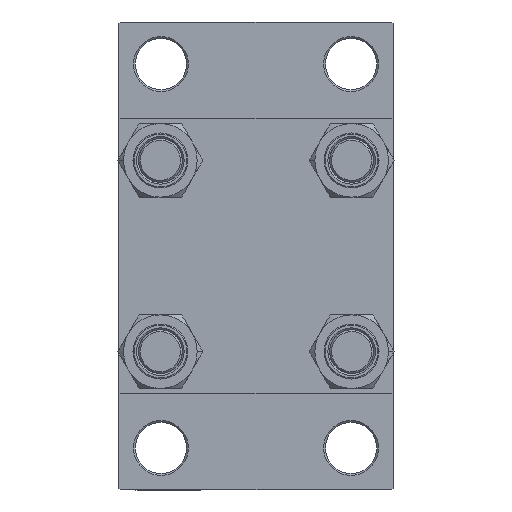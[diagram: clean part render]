
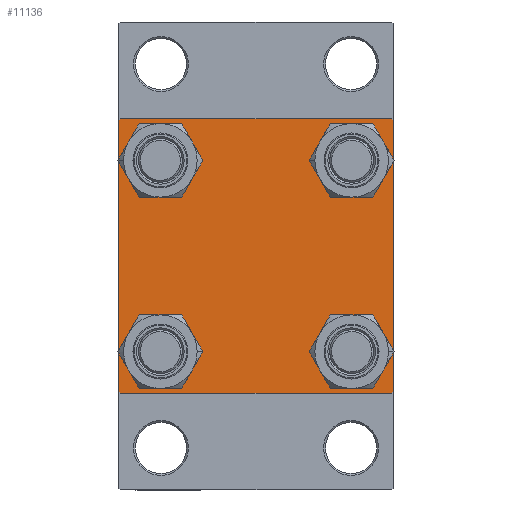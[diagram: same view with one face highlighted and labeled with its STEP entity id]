
A CAD part, left-side view. The second image highlights one B-rep face of the part: STEP entity #11136.
In plain terms, the highlighted planar face has unit normal (-1, 0, 0).
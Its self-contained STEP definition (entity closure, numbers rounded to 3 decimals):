
#553 = DIRECTION ( 'NONE',  ( 1., 0., 0. ) ) ;
#572 = DIRECTION ( 'NONE',  ( 1., 0., 0. ) ) ;
#597 = AXIS2_PLACEMENT_3D ( 'NONE', #1522, #30636, #45200 ) ;
#694 = VECTOR ( 'NONE', #22351, 1000. ) ;
#1064 = LINE ( 'NONE', #5128, #11512 ) ;
#1520 = CARTESIAN_POINT ( 'NONE',  ( 0., 37.25, -37.25 ) ) ;
#1522 = CARTESIAN_POINT ( 'NONE',  ( 0., -26.15, 26.15 ) ) ;
#2159 = CARTESIAN_POINT ( 'NONE',  ( 0., -37., 37.5 ) ) ;
#3194 = VERTEX_POINT ( 'NONE', #5263 ) ;
#3561 = AXIS2_PLACEMENT_3D ( 'NONE', #46452, #43592, #43122 ) ;
#4150 = DIRECTION ( 'NONE',  ( 0., 0., -1. ) ) ;
#4741 = EDGE_LOOP ( 'NONE', ( #43452, #18855 ) ) ;
#4814 = CARTESIAN_POINT ( 'NONE',  ( 0., 26.15, -19.65 ) ) ;
#5128 = CARTESIAN_POINT ( 'NONE',  ( 0., 37.25, 37.25 ) ) ;
#5263 = CARTESIAN_POINT ( 'NONE',  ( 0., 37., 37.5 ) ) ;
#5269 = ORIENTED_EDGE ( 'NONE', *, *, #33460, .T. ) ;
#5499 = EDGE_CURVE ( 'NONE', #3194, #42114, #16881, .T. ) ;
#5796 = VERTEX_POINT ( 'NONE', #9842 ) ;
#6063 = ORIENTED_EDGE ( 'NONE', *, *, #6716, .T. ) ;
#6364 = AXIS2_PLACEMENT_3D ( 'NONE', #32764, #553, #40870 ) ;
#6716 = EDGE_CURVE ( 'NONE', #31644, #29854, #12445, .T. ) ;
#7495 = LINE ( 'NONE', #14647, #20155 ) ;
#7968 = CARTESIAN_POINT ( 'NONE',  ( 0., -37.25, 37.25 ) ) ;
#8144 = AXIS2_PLACEMENT_3D ( 'NONE', #42403, #20219, #35705 ) ;
#8197 = AXIS2_PLACEMENT_3D ( 'NONE', #20800, #46562, #13862 ) ;
#8202 = DIRECTION ( 'NONE',  ( 0., 0., 1. ) ) ;
#8606 = EDGE_CURVE ( 'NONE', #41448, #11151, #32330, .T. ) ;
#8651 = EDGE_CURVE ( 'NONE', #31934, #5796, #7495, .T. ) ;
#9477 = CARTESIAN_POINT ( 'NONE',  ( 0., 26.15, -32.65 ) ) ;
#9507 = ORIENTED_EDGE ( 'NONE', *, *, #23535, .T. ) ;
#9741 = ORIENTED_EDGE ( 'NONE', *, *, #8606, .T. ) ;
#9842 = CARTESIAN_POINT ( 'NONE',  ( 0., 37.5, -37. ) ) ;
#9937 = CARTESIAN_POINT ( 'NONE',  ( 0., -26.15, 32.65 ) ) ;
#10611 = ORIENTED_EDGE ( 'NONE', *, *, #26442, .T. ) ;
#10831 = DIRECTION ( 'NONE',  ( 0., 0.707, 0.707 ) ) ;
#10904 = AXIS2_PLACEMENT_3D ( 'NONE', #46143, #24644, #45680 ) ;
#11136 = ADVANCED_FACE ( 'NONE', ( #44622, #12618, #11924, #15741, #26698 ), #31909, .T. ) ;
#11151 = VERTEX_POINT ( 'NONE', #38847 ) ;
#11264 = AXIS2_PLACEMENT_3D ( 'NONE', #20074, #31264, #45610 ) ;
#11512 = VECTOR ( 'NONE', #19912, 1000. ) ;
#11847 = CARTESIAN_POINT ( 'NONE',  ( 0., -26.15, -32.65 ) ) ;
#11924 = FACE_BOUND ( 'NONE', #37322, .T. ) ;
#12268 = EDGE_CURVE ( 'NONE', #28542, #24722, #13836, .T. ) ;
#12338 = CARTESIAN_POINT ( 'NONE',  ( 0., 26.15, 32.65 ) ) ;
#12445 = CIRCLE ( 'NONE', #10904, 6.5 ) ;
#12618 = FACE_BOUND ( 'NONE', #35050, .T. ) ;
#13836 = LINE ( 'NONE', #28388, #43146 ) ;
#13862 = DIRECTION ( 'NONE',  ( 0., 0., 1. ) ) ;
#14018 = ORIENTED_EDGE ( 'NONE', *, *, #47031, .T. ) ;
#14647 = CARTESIAN_POINT ( 'NONE',  ( 0., 37.5, 37.5 ) ) ;
#15431 = CIRCLE ( 'NONE', #6364, 6.5 ) ;
#15741 = FACE_BOUND ( 'NONE', #41267, .T. ) ;
#16566 = VERTEX_POINT ( 'NONE', #18711 ) ;
#16881 = LINE ( 'NONE', #31427, #42129 ) ;
#17250 = VECTOR ( 'NONE', #23817, 1000. ) ;
#17386 = EDGE_CURVE ( 'NONE', #28542, #42114, #21821, .T. ) ;
#18086 = EDGE_CURVE ( 'NONE', #19276, #41173, #18828, .T. ) ;
#18262 = CARTESIAN_POINT ( 'NONE',  ( 0., 37., -37.5 ) ) ;
#18711 = CARTESIAN_POINT ( 'NONE',  ( 0., 26.15, 19.65 ) ) ;
#18828 = CIRCLE ( 'NONE', #3561, 6.5 ) ;
#18855 = ORIENTED_EDGE ( 'NONE', *, *, #18086, .T. ) ;
#19276 = VERTEX_POINT ( 'NONE', #43777 ) ;
#19904 = ORIENTED_EDGE ( 'NONE', *, *, #43692, .T. ) ;
#19912 = DIRECTION ( 'NONE',  ( 0., 0.707, -0.707 ) ) ;
#20074 = CARTESIAN_POINT ( 'NONE',  ( 0., 26.15, -26.15 ) ) ;
#20155 = VECTOR ( 'NONE', #4150, 1000. ) ;
#20190 = EDGE_CURVE ( 'NONE', #11151, #41448, #28754, .T. ) ;
#20219 = DIRECTION ( 'NONE',  ( 1., 0., 0. ) ) ;
#20716 = DIRECTION ( 'NONE',  ( -1., 0., 0. ) ) ;
#20773 = ORIENTED_EDGE ( 'NONE', *, *, #5499, .F. ) ;
#20800 = CARTESIAN_POINT ( 'NONE',  ( 0., -26.15, -26.15 ) ) ;
#21157 = CIRCLE ( 'NONE', #597, 6.5 ) ;
#21159 = EDGE_CURVE ( 'NONE', #41173, #19276, #21157, .T. ) ;
#21821 = LINE ( 'NONE', #7968, #43183 ) ;
#21879 = LINE ( 'NONE', #33087, #694 ) ;
#22351 = DIRECTION ( 'NONE',  ( 0., -1., 0. ) ) ;
#22827 = VERTEX_POINT ( 'NONE', #12338 ) ;
#23535 = EDGE_CURVE ( 'NONE', #32264, #33480, #21879, .T. ) ;
#23817 = DIRECTION ( 'NONE',  ( 0., -0.707, 0.707 ) ) ;
#24644 = DIRECTION ( 'NONE',  ( 1., 0., 0. ) ) ;
#24722 = VERTEX_POINT ( 'NONE', #36616 ) ;
#25143 = ORIENTED_EDGE ( 'NONE', *, *, #12268, .F. ) ;
#26442 = EDGE_CURVE ( 'NONE', #3194, #31934, #1064, .T. ) ;
#26698 = FACE_OUTER_BOUND ( 'NONE', #29260, .T. ) ;
#26931 = VECTOR ( 'NONE', #41390, 1000. ) ;
#28388 = CARTESIAN_POINT ( 'NONE',  ( 0., -37.5, 37.5 ) ) ;
#28510 = AXIS2_PLACEMENT_3D ( 'NONE', #40894, #572, #8202 ) ;
#28542 = VERTEX_POINT ( 'NONE', #36538 ) ;
#28754 = CIRCLE ( 'NONE', #8197, 6.5 ) ;
#29176 = CARTESIAN_POINT ( 'NONE',  ( 0., -37., -37.5 ) ) ;
#29260 = EDGE_LOOP ( 'NONE', ( #36020, #40198, #9507, #14018, #25143, #31333, #20773, #10611 ) ) ;
#29854 = VERTEX_POINT ( 'NONE', #9477 ) ;
#30314 = CIRCLE ( 'NONE', #11264, 6.5 ) ;
#30511 = LINE ( 'NONE', #45778, #17250 ) ;
#30636 = DIRECTION ( 'NONE',  ( 1., 0., 0. ) ) ;
#31214 = DIRECTION ( 'NONE',  ( 0., 0., 1. ) ) ;
#31264 = DIRECTION ( 'NONE',  ( 1., 0., 0. ) ) ;
#31333 = ORIENTED_EDGE ( 'NONE', *, *, #17386, .T. ) ;
#31427 = CARTESIAN_POINT ( 'NONE',  ( 0., 37.5, 37.5 ) ) ;
#31552 = ORIENTED_EDGE ( 'NONE', *, *, #46628, .T. ) ;
#31644 = VERTEX_POINT ( 'NONE', #4814 ) ;
#31909 = PLANE ( 'NONE',  #37760 ) ;
#31934 = VERTEX_POINT ( 'NONE', #44553 ) ;
#32264 = VERTEX_POINT ( 'NONE', #18262 ) ;
#32294 = EDGE_CURVE ( 'NONE', #5796, #32264, #34239, .T. ) ;
#32330 = CIRCLE ( 'NONE', #28510, 6.5 ) ;
#32764 = CARTESIAN_POINT ( 'NONE',  ( 0., 26.15, 26.15 ) ) ;
#33087 = CARTESIAN_POINT ( 'NONE',  ( 0., 37.5, -37.5 ) ) ;
#33460 = EDGE_CURVE ( 'NONE', #22827, #16566, #15431, .T. ) ;
#33480 = VERTEX_POINT ( 'NONE', #29176 ) ;
#34170 = ORIENTED_EDGE ( 'NONE', *, *, #20190, .T. ) ;
#34239 = LINE ( 'NONE', #1520, #26931 ) ;
#35050 = EDGE_LOOP ( 'NONE', ( #34170, #9741 ) ) ;
#35705 = DIRECTION ( 'NONE',  ( 0., 0., 1. ) ) ;
#36020 = ORIENTED_EDGE ( 'NONE', *, *, #8651, .T. ) ;
#36538 = CARTESIAN_POINT ( 'NONE',  ( 0., -37.5, 37. ) ) ;
#36616 = CARTESIAN_POINT ( 'NONE',  ( 0., -37.5, -37. ) ) ;
#37322 = EDGE_LOOP ( 'NONE', ( #6063, #31552 ) ) ;
#37760 = AXIS2_PLACEMENT_3D ( 'NONE', #42437, #20716, #31214 ) ;
#38847 = CARTESIAN_POINT ( 'NONE',  ( 0., -26.15, -19.65 ) ) ;
#40198 = ORIENTED_EDGE ( 'NONE', *, *, #32294, .T. ) ;
#40870 = DIRECTION ( 'NONE',  ( 0., 0., 1. ) ) ;
#40894 = CARTESIAN_POINT ( 'NONE',  ( 0., -26.15, -26.15 ) ) ;
#41173 = VERTEX_POINT ( 'NONE', #9937 ) ;
#41267 = EDGE_LOOP ( 'NONE', ( #5269, #19904 ) ) ;
#41390 = DIRECTION ( 'NONE',  ( 0., -0.707, -0.707 ) ) ;
#41448 = VERTEX_POINT ( 'NONE', #11847 ) ;
#42114 = VERTEX_POINT ( 'NONE', #2159 ) ;
#42129 = VECTOR ( 'NONE', #43137, 1000. ) ;
#42403 = CARTESIAN_POINT ( 'NONE',  ( 0., 26.15, 26.15 ) ) ;
#42437 = CARTESIAN_POINT ( 'NONE',  ( 0., 0., 0. ) ) ;
#42971 = DIRECTION ( 'NONE',  ( 0., 0., -1. ) ) ;
#43122 = DIRECTION ( 'NONE',  ( 0., 0., 1. ) ) ;
#43137 = DIRECTION ( 'NONE',  ( 0., -1., 0. ) ) ;
#43146 = VECTOR ( 'NONE', #42971, 1000. ) ;
#43183 = VECTOR ( 'NONE', #10831, 1000. ) ;
#43452 = ORIENTED_EDGE ( 'NONE', *, *, #21159, .T. ) ;
#43592 = DIRECTION ( 'NONE',  ( 1., 0., 0. ) ) ;
#43692 = EDGE_CURVE ( 'NONE', #16566, #22827, #44732, .T. ) ;
#43777 = CARTESIAN_POINT ( 'NONE',  ( 0., -26.15, 19.65 ) ) ;
#44553 = CARTESIAN_POINT ( 'NONE',  ( 0., 37.5, 37. ) ) ;
#44622 = FACE_BOUND ( 'NONE', #4741, .T. ) ;
#44732 = CIRCLE ( 'NONE', #8144, 6.5 ) ;
#45200 = DIRECTION ( 'NONE',  ( 0., 0., 1. ) ) ;
#45610 = DIRECTION ( 'NONE',  ( 0., 0., 1. ) ) ;
#45680 = DIRECTION ( 'NONE',  ( 0., 0., 1. ) ) ;
#45778 = CARTESIAN_POINT ( 'NONE',  ( 0., -37.25, -37.25 ) ) ;
#46143 = CARTESIAN_POINT ( 'NONE',  ( 0., 26.15, -26.15 ) ) ;
#46452 = CARTESIAN_POINT ( 'NONE',  ( 0., -26.15, 26.15 ) ) ;
#46562 = DIRECTION ( 'NONE',  ( 1., 0., 0. ) ) ;
#46628 = EDGE_CURVE ( 'NONE', #29854, #31644, #30314, .T. ) ;
#47031 = EDGE_CURVE ( 'NONE', #33480, #24722, #30511, .T. ) ;
